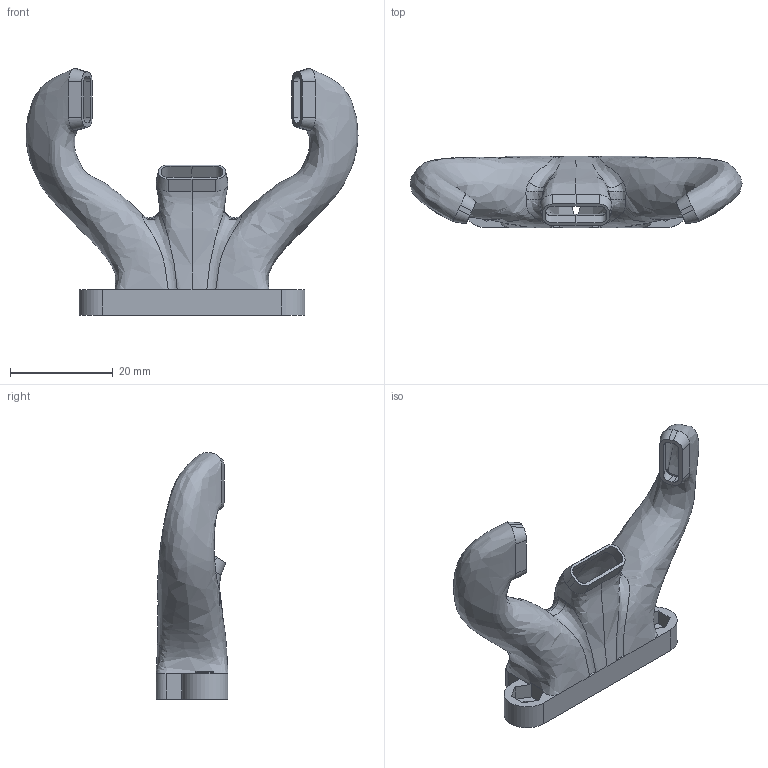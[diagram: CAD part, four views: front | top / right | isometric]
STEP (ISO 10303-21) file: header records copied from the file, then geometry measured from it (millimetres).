
FILE_DESCRIPTION(/* description */ ('STEP AP242','CAx-IF Rec.Pracs.---Representation and Presentation of Product Manufacturing Information (PMI)---4.0---2014-10-13','CAx-IF Rec.Pracs.---3D Tessellated Geometry---0.4---2014-09-14','2;1'),/* implementation_level */ '2;1');
FILE_NAME(/* name */ '61c8e417865980791364a629',/* time_stamp */ '2021-12-26T21:52:25+00:00',/* author */ (''),/* organization */ (''),/* preprocessor_version */ 'ST-DEVELOPER v18.101',/* originating_system */ ' ',/* authorisation */ ' ');
FILE_SCHEMA (('AP242_MANAGED_MODEL_BASED_3D_ENGINEERING_MIM_LF { 1 0 10303 442 1 1 4 }'));
Length unit declared in the file: metre
Products named in the file (1): TriHorn Duct
Bounding box: 64.66 x 14 x 48 mm (x, y, z)
Volume: 4850.7 mm3; surface area: 9008.2 mm2
Topology: 1 solids, 1 shells, 106 faces, 318 edges, 208 vertices
Faces by surface type: plane 56, bspline 44, cylinder 6
Full cylindrical faces by diameter (mm): 3.3 x2
Entity records: 24120 total; most frequent: CARTESIAN_POINT 21769, ORIENTED_EDGE 600, EDGE_CURVE 300, DIRECTION 270, VERTEX_POINT 204, B_SPLINE_CURVE_WITH_KNOTS 166, LINE 124, VECTOR 124
